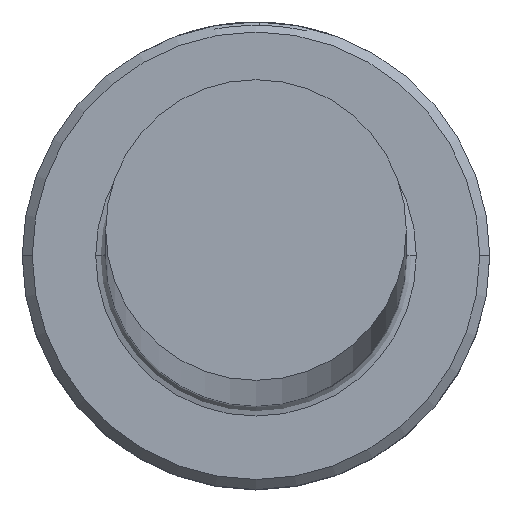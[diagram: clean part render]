
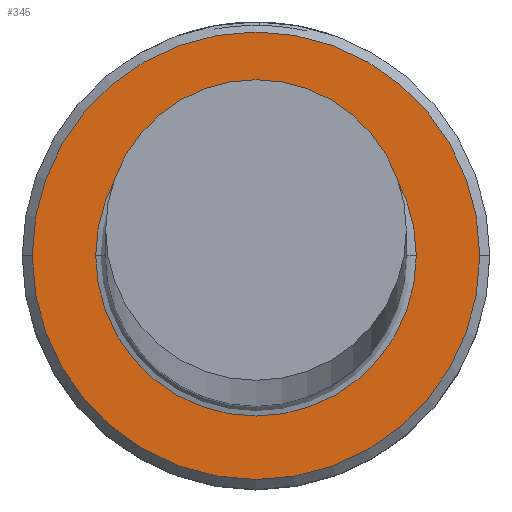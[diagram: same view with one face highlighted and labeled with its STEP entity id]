
A CAD part, top view. The second image highlights one B-rep face of the part: STEP entity #345.
In plain terms, the highlighted planar face has unit normal (0, 0, 1).
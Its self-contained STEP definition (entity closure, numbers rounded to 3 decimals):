
#4 = VERTEX_POINT ( 'NONE', #1117 ) ;
#46 = VERTEX_POINT ( 'NONE', #1105 ) ;
#57 = CIRCLE ( 'NONE', #371, 4.8 ) ;
#83 = CARTESIAN_POINT ( 'NONE',  ( 0., 0., 8. ) ) ;
#101 = CARTESIAN_POINT ( 'NONE',  ( 0., 0., 8. ) ) ;
#122 = CIRCLE ( 'NONE', #921, 4.8 ) ;
#143 = VERTEX_POINT ( 'NONE', #467 ) ;
#165 = CIRCLE ( 'NONE', #807, 6.7 ) ;
#168 = FACE_OUTER_BOUND ( 'NONE', #831, .T. ) ;
#177 = DIRECTION ( 'NONE',  ( 1., 0., 0. ) ) ;
#181 = FACE_BOUND ( 'NONE', #858, .T. ) ;
#199 = DIRECTION ( 'NONE',  ( -1., 0., 0. ) ) ;
#210 = CIRCLE ( 'NONE', #372, 6.7 ) ;
#275 = EDGE_CURVE ( 'NONE', #705, #143, #210, .T. ) ;
#345 = ADVANCED_FACE ( 'NONE', ( #168, #181 ), #1076, .T. ) ;
#371 = AXIS2_PLACEMENT_3D ( 'NONE', #101, #753, #199 ) ;
#372 = AXIS2_PLACEMENT_3D ( 'NONE', #1185, #1177, #1007 ) ;
#384 = DIRECTION ( 'NONE',  ( 0., 0., -1. ) ) ;
#405 = ORIENTED_EDGE ( 'NONE', *, *, #275, .T. ) ;
#408 = EDGE_CURVE ( 'NONE', #143, #705, #165, .T. ) ;
#467 = CARTESIAN_POINT ( 'NONE',  ( 6.7, 0., 8. ) ) ;
#494 = ORIENTED_EDGE ( 'NONE', *, *, #522, .T. ) ;
#522 = EDGE_CURVE ( 'NONE', #4, #46, #122, .T. ) ;
#530 = EDGE_CURVE ( 'NONE', #46, #4, #57, .T. ) ;
#539 = CARTESIAN_POINT ( 'NONE',  ( 0., 0., 8. ) ) ;
#554 = ORIENTED_EDGE ( 'NONE', *, *, #408, .T. ) ;
#630 = DIRECTION ( 'NONE',  ( 1., 0., 0. ) ) ;
#705 = VERTEX_POINT ( 'NONE', #784 ) ;
#730 = DIRECTION ( 'NONE',  ( 0., 0., 1. ) ) ;
#741 = AXIS2_PLACEMENT_3D ( 'NONE', #539, #1169, #630 ) ;
#753 = DIRECTION ( 'NONE',  ( 0., 0., -1. ) ) ;
#784 = CARTESIAN_POINT ( 'NONE',  ( -6.7, 0., 8. ) ) ;
#807 = AXIS2_PLACEMENT_3D ( 'NONE', #83, #730, #177 ) ;
#831 = EDGE_LOOP ( 'NONE', ( #405, #554 ) ) ;
#858 = EDGE_LOOP ( 'NONE', ( #939, #494 ) ) ;
#921 = AXIS2_PLACEMENT_3D ( 'NONE', #932, #384, #1025 ) ;
#932 = CARTESIAN_POINT ( 'NONE',  ( 0., 0., 8. ) ) ;
#939 = ORIENTED_EDGE ( 'NONE', *, *, #530, .T. ) ;
#1007 = DIRECTION ( 'NONE',  ( 1., 0., 0. ) ) ;
#1025 = DIRECTION ( 'NONE',  ( -1., 0., 0. ) ) ;
#1076 = PLANE ( 'NONE',  #741 ) ;
#1105 = CARTESIAN_POINT ( 'NONE',  ( -4.8, 0., 8. ) ) ;
#1117 = CARTESIAN_POINT ( 'NONE',  ( 4.8, 0., 8. ) ) ;
#1169 = DIRECTION ( 'NONE',  ( 0., 0., 1. ) ) ;
#1177 = DIRECTION ( 'NONE',  ( 0., 0., 1. ) ) ;
#1185 = CARTESIAN_POINT ( 'NONE',  ( 0., 0., 8. ) ) ;
